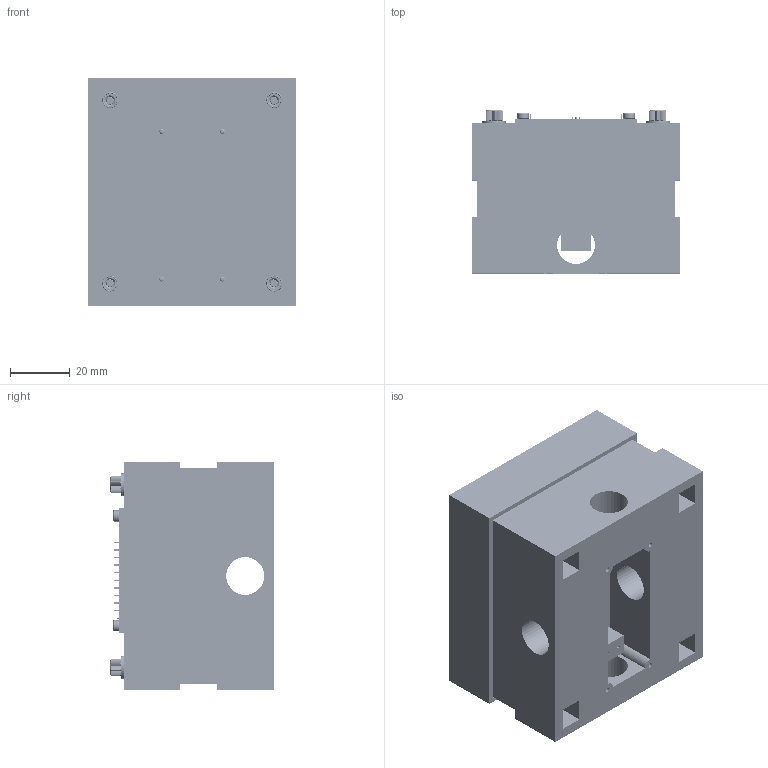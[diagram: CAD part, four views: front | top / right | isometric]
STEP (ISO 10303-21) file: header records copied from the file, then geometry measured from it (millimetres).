
FILE_DESCRIPTION(/* description */ (''),/* implementation_level */ '2;1');
FILE_NAME(/* name */ 'Boxv2 v19.step',/* time_stamp */ '2020-08-14T11:04:40-07:00',/* author */ (''),/* organization */ (''),/* preprocessor_version */ 'ST-DEVELOPER v18.1',/* originating_system */ 'Autodesk Translation Framework v9.3.0.1241',/* authorisation */ '');
FILE_SCHEMA (('AUTOMOTIVE_DESIGN { 1 0 10303 214 3 1 1 }'));
Products named in the file (44): Boxv2; Base; bottom; 94785A007_18-8 STAINLESS STEEL SQUARE NUT; Top; Cap; 90295A080_NYLON FLAT WASHER; 92196A166_18-8 STAINLESS STEEL SOCKET HEAD SCREW; 9657K684_COMPRESSION SPRING; package support; package support(Mirror); Top electronics; 10 pin dip; Top PCB; 10 pin dip_1; 10 pin dip_2; 10 pin dip_3; Component1; Component2; right angle 10 pin dip; right angle 10 pin dip_1; Component1_1; Component2_1; fullassemb_40pindip; 3 pin dip .05 in; Component1_2; Component2_2; fullassemb_lm35; Photo Diode; Housing; window; sensor; capture; conductive; solder; power wire; diode power; diode power (1); Bottom Electronics; bottom pcb ...
Assembly tree (184 placements, depth 5):
  Boxv2
    Base
      bottom
      94785A007_18-8 STAINLESS STEEL SQUARE NUT  x4
    Top
      Cap
      90295A080_NYLON FLAT WASHER  x4
      92196A166_18-8 STAINLESS STEEL SOCKET HEAD SCREW  x4
      9657K684_COMPRESSION SPRING  x4
      package support
      package support(Mirror)
    Top electronics
      10 pin dip
        Component1  x10
        Component2  x10
      Top PCB
      10 pin dip_1
        Component1  x10
        Component2  x10
      10 pin dip_2
        Component1  x10
        Component2  x10
      10 pin dip_3
        Component1  x10
        Component2  x10
      right angle 10 pin dip
        Component1_1  x10
        Component2_1  x10
      right angle 10 pin dip_1
        Component1_1  x10
        Component2_1  x10
      fullassemb_40pindip
      3 pin dip .05 in
        Component1_2  x3
        Component2_2  x3
      fullassemb_lm35
      91292A005_TYPE 18-8 SS SOCKET HEAD CAP SCREW  x4
      Photo Diode
        Housing
        window
        sensor
          capture
          conductive
        solder  x2
        power wire  x2
        diode power
        diode power (1)
    Bottom Electronics
      bottom pcb
      Rubber
      power resistor
      screw terminal lol
      91292A005_TYPE 18-8 SS SOCKET HEAD CAP SCREW  x4
Bounding box: 69.85 x 54.7 x 76.2 mm (x, y, z)
Volume: 112122.4 mm3; surface area: 76960.3 mm2
Topology: 171 solids, 171 shells, 3570 faces, 8600 edges, 5412 vertices
Faces by surface type: plane 2383, cylinder 743, cone 376, bspline 60, torus 7, sphere 1
Full cylindrical faces by diameter (mm): 0.025 x6, 0.397 x4, 0.44 x6, 1 x29, 1.48 x88, 1.65 x8, 2 x80, 2.474 x160, 2.54 x12, 3.505 x168, 3.8 x8, 3.81 x8, 3.962 x4, 7.925 x4, 11.112 x2, 12.382 x1, 12.7 x4, 14.033 x1
Entity records: 51147 total; most frequent: CARTESIAN_POINT 24351, ORIENTED_EDGE 5228, DIRECTION 4980, EDGE_CURVE 2614, LINE 1708, VECTOR 1708, VERTEX_POINT 1669, AXIS2_PLACEMENT_3D 1636
